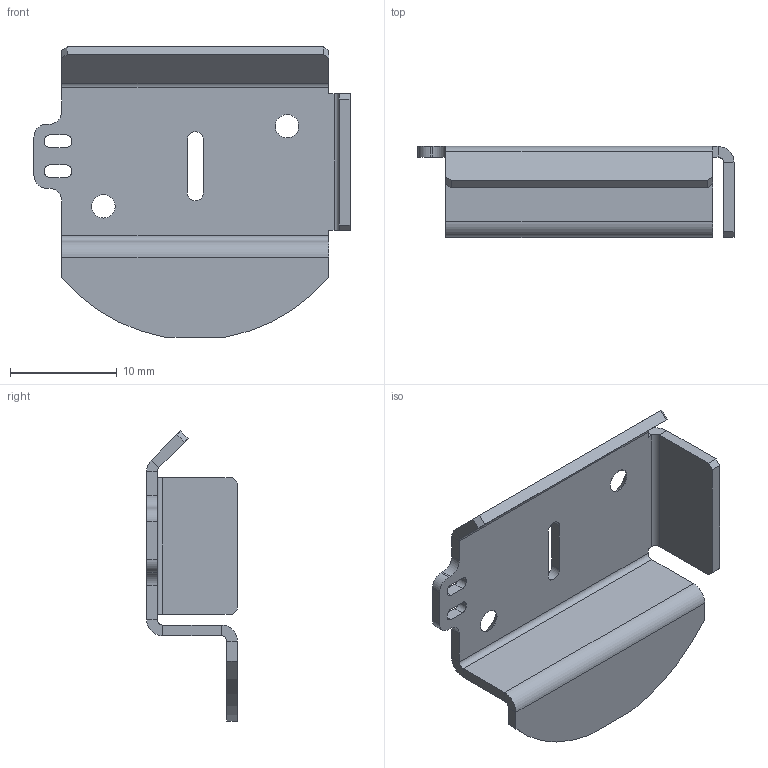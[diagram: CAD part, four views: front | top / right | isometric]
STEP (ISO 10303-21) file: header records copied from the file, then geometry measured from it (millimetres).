
FILE_DESCRIPTION((''),'2;1');
FILE_NAME('RC_IIT_010_P_073','2021-10-19T14:05:30',('silo-mech'),(''),'CREO PARAMETRIC BY PTC INC, 2020454','CREO PARAMETRIC BY PTC INC, 2020454','');
FILE_SCHEMA(('CONFIG_CONTROL_DESIGN'));
Length unit declared in the file: millimetre
Products named in the file (1): RC_IIT_010_P_073
Bounding box: 29.6 x 8.5 x 27.18 mm (x, y, z)
Volume: 928.4 mm3; surface area: 2041 mm2
Topology: 1 solids, 1 shells, 84 faces, 210 edges, 128 vertices
Faces by surface type: plane 52, cylinder 28, cone 4
Entity records: 2524 total; most frequent: DIRECTION 438, CARTESIAN_POINT 422, ORIENTED_EDGE 420, EDGE_CURVE 210, VECTOR 150, LINE 150, AXIS2_PLACEMENT_3D 144, VERTEX_POINT 128
